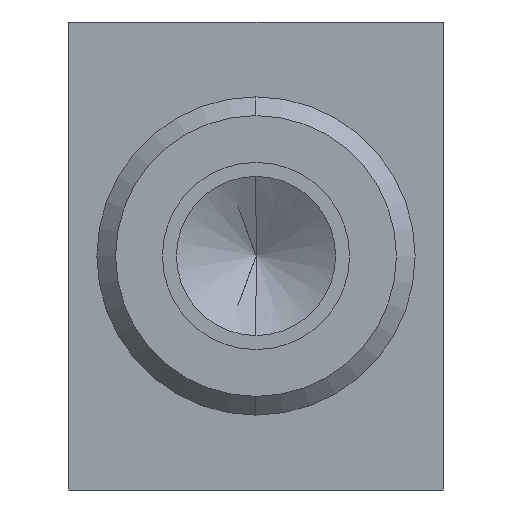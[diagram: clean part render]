
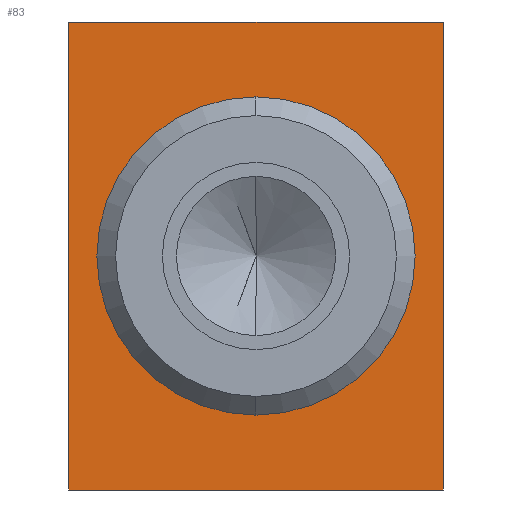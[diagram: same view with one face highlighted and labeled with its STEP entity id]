
A CAD part, left-side view. The second image highlights one B-rep face of the part: STEP entity #83.
In plain terms, the highlighted planar face has unit normal (-1, 0, 0).
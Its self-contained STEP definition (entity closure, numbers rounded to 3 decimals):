
#46 = ORIENTED_EDGE ( 'NONE', *, *, #49, .F. ) ;
#48 = VERTEX_POINT ( 'NONE', #252 ) ;
#49 = EDGE_CURVE ( 'NONE', #48, #146, #197, .T. ) ;
#51 = VERTEX_POINT ( 'NONE', #253 ) ;
#52 = ORIENTED_EDGE ( 'NONE', *, *, #77, .T. ) ;
#53 = VERTEX_POINT ( 'NONE', #257 ) ;
#54 = EDGE_CURVE ( 'NONE', #53, #48, #196, .T. ) ;
#55 = ORIENTED_EDGE ( 'NONE', *, *, #54, .F. ) ;
#77 = EDGE_CURVE ( 'NONE', #53, #51, #225, .T. ) ;
#80 = ORIENTED_EDGE ( 'NONE', *, *, #293, .T. ) ;
#82 = EDGE_LOOP ( 'NONE', ( #80, #96 ) ) ;
#83 = ADVANCED_FACE ( 'NONE', ( #518, #516 ), #501, .F. ) ;
#96 = ORIENTED_EDGE ( 'NONE', *, *, #97, .T. ) ;
#97 = EDGE_CURVE ( 'NONE', #340, #339, #608, .T. ) ;
#143 = ORIENTED_EDGE ( 'NONE', *, *, #144, .T. ) ;
#144 = EDGE_CURVE ( 'NONE', #51, #146, #430, .T. ) ;
#146 = VERTEX_POINT ( 'NONE', #426 ) ;
#152 = EDGE_LOOP ( 'NONE', ( #143, #46, #55, #52 ) ) ;
#184 = DIRECTION ( 'NONE',  ( 0., 0., 1. ) ) ;
#185 = VECTOR ( 'NONE', #184, 1000. ) ;
#186 = CARTESIAN_POINT ( 'NONE',  ( -17., 10., -12.5 ) ) ;
#191 = DIRECTION ( 'NONE',  ( 0., -1., 0. ) ) ;
#192 = VECTOR ( 'NONE', #191, 1000. ) ;
#193 = CARTESIAN_POINT ( 'NONE',  ( -17., 10., 12.5 ) ) ;
#196 = LINE ( 'NONE', #186, #185 ) ;
#197 = LINE ( 'NONE', #193, #192 ) ;
#205 = DIRECTION ( 'NONE',  ( 0., -1., 0. ) ) ;
#206 = VECTOR ( 'NONE', #205, 1000. ) ;
#224 = CARTESIAN_POINT ( 'NONE',  ( -17., 10., -12.5 ) ) ;
#225 = LINE ( 'NONE', #224, #206 ) ;
#252 = CARTESIAN_POINT ( 'NONE',  ( -17., 10., 12.5 ) ) ;
#253 = CARTESIAN_POINT ( 'NONE',  ( -17., -10., -12.5 ) ) ;
#257 = CARTESIAN_POINT ( 'NONE',  ( -17., 10., -12.5 ) ) ;
#293 = EDGE_CURVE ( 'NONE', #339, #340, #672, .T. ) ;
#339 = VERTEX_POINT ( 'NONE', #695 ) ;
#340 = VERTEX_POINT ( 'NONE', #714 ) ;
#426 = CARTESIAN_POINT ( 'NONE',  ( -17., -10., 12.5 ) ) ;
#427 = DIRECTION ( 'NONE',  ( 0., 0., 1. ) ) ;
#428 = VECTOR ( 'NONE', #427, 1000. ) ;
#429 = CARTESIAN_POINT ( 'NONE',  ( -17., -10., -12.5 ) ) ;
#430 = LINE ( 'NONE', #429, #428 ) ;
#498 = DIRECTION ( 'NONE',  ( 0., 0., -1. ) ) ;
#499 = DIRECTION ( 'NONE',  ( 1., 0., 0. ) ) ;
#500 = CARTESIAN_POINT ( 'NONE',  ( -17., 0., 0. ) ) ;
#501 = PLANE ( 'NONE',  #517 ) ;
#516 = FACE_OUTER_BOUND ( 'NONE', #152, .T. ) ;
#517 = AXIS2_PLACEMENT_3D ( 'NONE', #615, #621, #620 ) ;
#518 = FACE_BOUND ( 'NONE', #82, .T. ) ;
#607 = AXIS2_PLACEMENT_3D ( 'NONE', #500, #499, #498 ) ;
#608 = CIRCLE ( 'NONE', #607, 8.5 ) ;
#615 = CARTESIAN_POINT ( 'NONE',  ( -17., 10., -12.5 ) ) ;
#620 = DIRECTION ( 'NONE',  ( 0., 0., -1. ) ) ;
#621 = DIRECTION ( 'NONE',  ( 1., 0., 0. ) ) ;
#672 = CIRCLE ( 'NONE', #796, 8.5 ) ;
#695 = CARTESIAN_POINT ( 'NONE',  ( -17., 0., -8.5 ) ) ;
#714 = CARTESIAN_POINT ( 'NONE',  ( -17., 0., 8.5 ) ) ;
#793 = DIRECTION ( 'NONE',  ( 0., 0., -1. ) ) ;
#794 = DIRECTION ( 'NONE',  ( 1., 0., 0. ) ) ;
#795 = CARTESIAN_POINT ( 'NONE',  ( -17., 0., 0. ) ) ;
#796 = AXIS2_PLACEMENT_3D ( 'NONE', #795, #794, #793 ) ;
